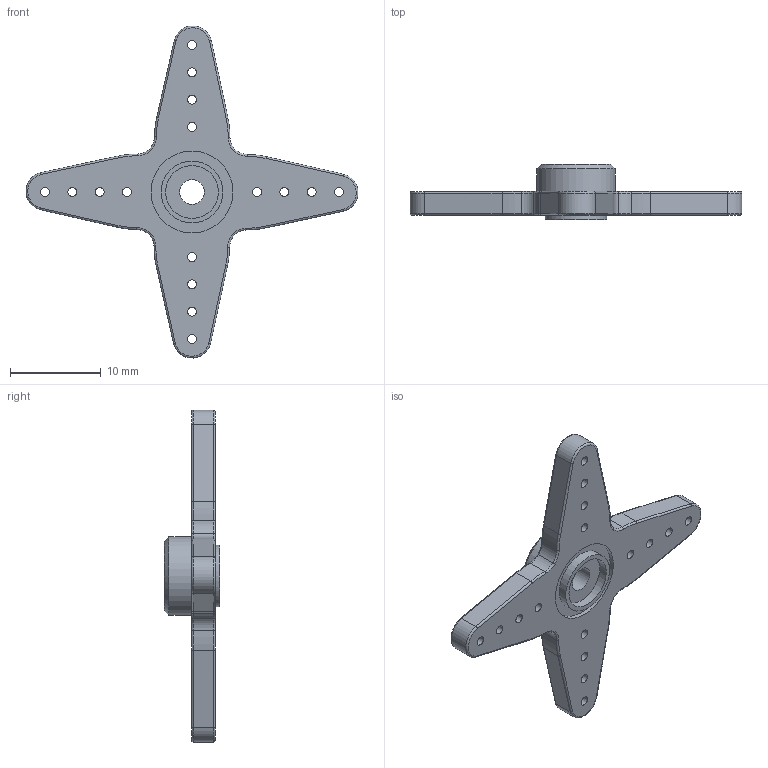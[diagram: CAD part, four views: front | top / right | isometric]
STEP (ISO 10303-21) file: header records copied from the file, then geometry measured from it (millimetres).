
FILE_DESCRIPTION(/* description */ (''),/* implementation_level */ '2;1');
FILE_NAME(/* name */ 'Axis-holder v2.step',/* time_stamp */ '2018-04-29T14:06:30+02:00',/* author */ (''),/* organization */ (''),/* preprocessor_version */ 'ST-DEVELOPER v17',/* originating_system */ 'Autodesk Translation Framework v7.1.0.215',/* authorisation */ '');
FILE_SCHEMA (('AUTOMOTIVE_DESIGN { 1 0 10303 214 3 1 1 }'));
Length unit declared in the file: millimetre
Products named in the file (1): Aspa-creu-Axix holder
Bounding box: 36.48 x 6.1 x 36.48 mm (x, y, z)
Volume: 1136.7 mm3; surface area: 1434.3 mm2
Topology: 1 solids, 1 shells, 114 faces, 264 edges, 157 vertices
Faces by surface type: cylinder 58, torus 40, plane 15, cone 1
Full cylindrical faces by diameter (mm): 1 x16, 2.7 x1, 5.5 x1, 5.8 x1, 6.8 x1, 8.6 x1, 9 x1
Entity records: 3509 total; most frequent: CARTESIAN_POINT 712, DIRECTION 643, ORIENTED_EDGE 528, AXIS2_PLACEMENT_3D 280, EDGE_CURVE 264, CIRCLE 165, VERTEX_POINT 157, EDGE_LOOP 153
